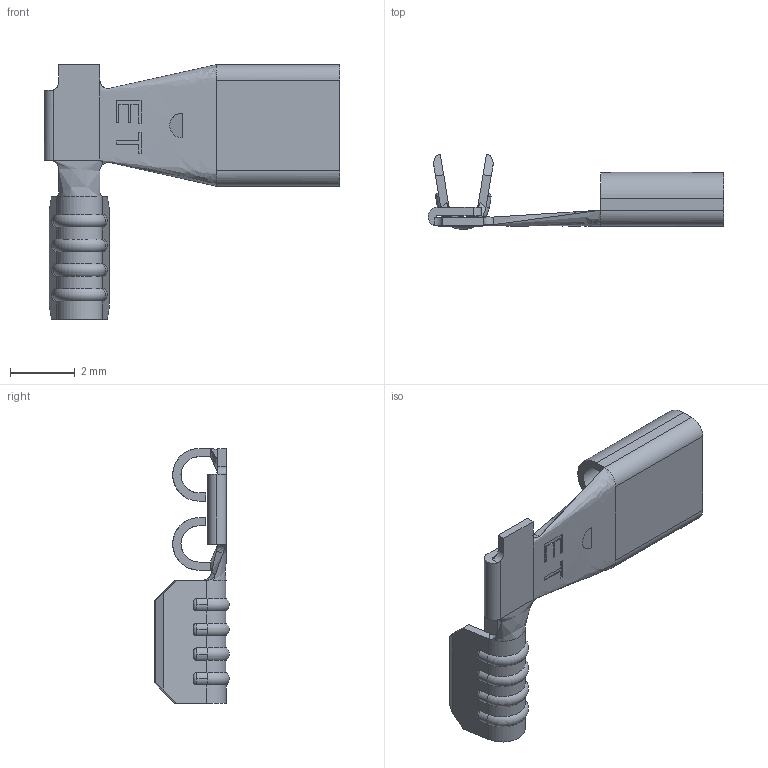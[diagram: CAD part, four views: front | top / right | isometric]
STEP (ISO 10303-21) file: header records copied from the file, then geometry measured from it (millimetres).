
FILE_DESCRIPTION (( 'STEP AP203' ), '1' );
FILE_NAME ('07769.STEP', '2015-01-29T16:40:50', ( '' ), ( '' ), 'SwSTEP 2.0', 'SolidWorks 2014', '' );
FILE_SCHEMA (( 'CONFIG_CONTROL_DESIGN' ));
Length unit declared in the file: inch
Products named in the file (1): 07769
Bounding box: 9.14 x 2.31 x 7.87 mm (x, y, z)
Volume: 18.8 mm3; surface area: 163.6 mm2
Topology: 1 solids, 1 shells, 178 faces, 463 edges, 291 vertices
Faces by surface type: plane 98, cylinder 47, bspline 13, torus 12, cone 8
Entity records: 5890 total; most frequent: CARTESIAN_POINT 1575, ORIENTED_EDGE 926, DIRECTION 815, EDGE_CURVE 463, LINE 319, VECTOR 319, VERTEX_POINT 291, AXIS2_PLACEMENT_3D 248
